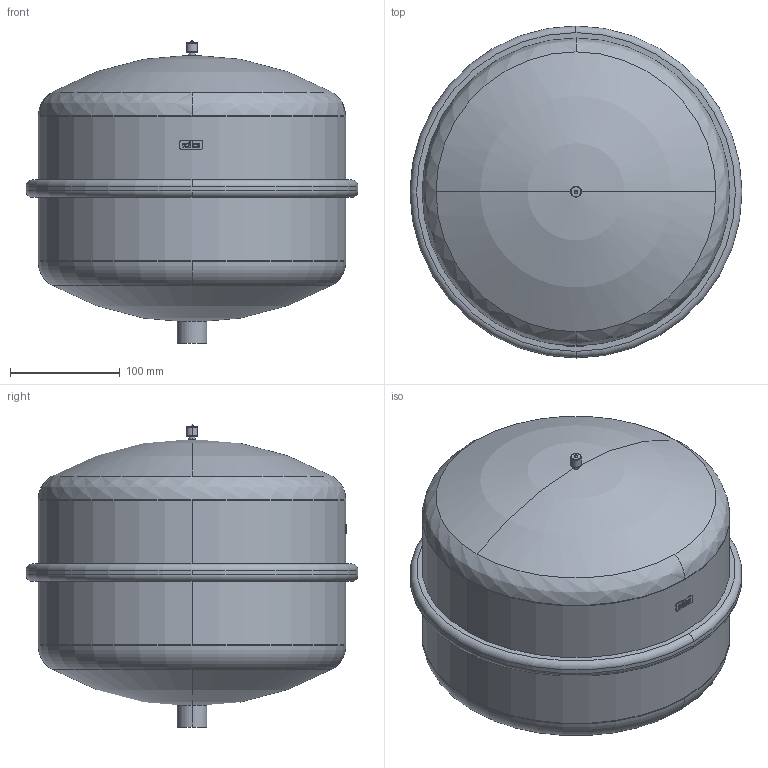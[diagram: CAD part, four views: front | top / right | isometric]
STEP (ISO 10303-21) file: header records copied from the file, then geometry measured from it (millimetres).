
FILE_DESCRIPTION((''),'2;1');
FILE_NAME('3d_NG12_6bar_red-7240100.stp','2012-02-14T10:41:38',(''),(''),'Mechanical Desktop 2011','Mechanical Desktop 2011',', , ');
FILE_SCHEMA(('CONFIG_CONTROL_DESIGN'));
Length unit declared in the file: millimetre
Products named in the file (1): Product
Bounding box: 302 x 302 x 275 mm (x, y, z)
Volume: 12591416.9 mm3; surface area: 565445.8 mm2
Topology: 13 solids, 13 shells, 125 faces, 307 edges, 204 vertices
Faces by surface type: plane 64, cylinder 38, torus 10, bspline 7, sphere 6
Entity records: 3989 total; most frequent: CARTESIAN_POINT 844, DIRECTION 680, ORIENTED_EDGE 602, EDGE_CURVE 301, AXIS2_PLACEMENT_3D 260, VERTEX_POINT 204, VECTOR 160, LINE 160
